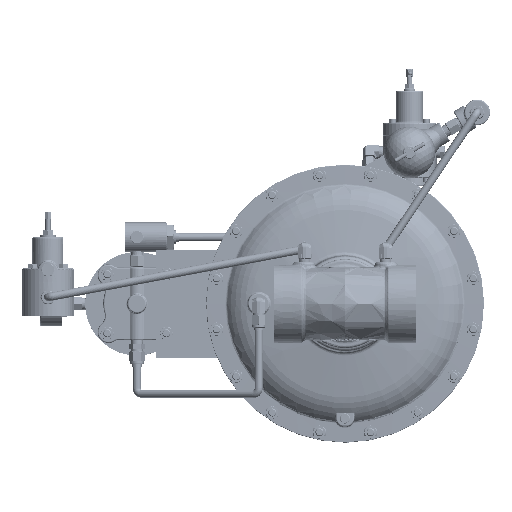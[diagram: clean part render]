
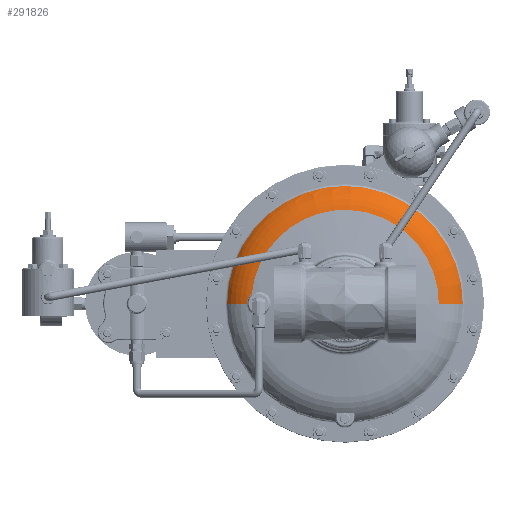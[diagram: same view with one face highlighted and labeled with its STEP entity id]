
A CAD part, front view. The second image highlights one B-rep face of the part: STEP entity #291826.
In plain terms, the highlighted toroidal (fillet/blend) face has major radius 101.696 mm and minor radius 46.038 mm.
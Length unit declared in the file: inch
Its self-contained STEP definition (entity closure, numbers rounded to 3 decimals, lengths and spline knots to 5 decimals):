
#4947 = AXIS2_PLACEMENT_3D ( 'NONE', #280419, #127760, #306009 ) ;
#6955 = CARTESIAN_POINT ( 'NONE',  ( 0., 10.09176, 0. ) ) ;
#11441 = FACE_OUTER_BOUND ( 'NONE', #39947, .T. ) ;
#23167 = CARTESIAN_POINT ( 'NONE',  ( -4.49487, 8.34872, 0.23221 ) ) ;
#39947 = EDGE_LOOP ( 'NONE', ( #321584, #42793, #308273, #63626, #276178 ) ) ;
#40971 = DIRECTION ( 'NONE',  ( 0., 0., 1. ) ) ;
#42793 = ORIENTED_EDGE ( 'NONE', *, *, #305043, .T. ) ;
#48864 = CARTESIAN_POINT ( 'NONE',  ( -4.44321, 8.33615, 0.32666 ) ) ;
#55858 = VERTEX_POINT ( 'NONE', #90931 ) ;
#59523 = VERTEX_POINT ( 'NONE', #218622 ) ;
#63626 = ORIENTED_EDGE ( 'NONE', *, *, #111233, .T. ) ;
#69945 = EDGE_CURVE ( 'NONE', #55858, #59523, #184241, .T. ) ;
#74530 = CARTESIAN_POINT ( 'NONE',  ( -4.38752, 8.32417, 0.39295 ) ) ;
#77111 = VERTEX_POINT ( 'NONE', #298538 ) ;
#77179 = AXIS2_PLACEMENT_3D ( 'NONE', #286224, #133629, #311864 ) ;
#90931 = CARTESIAN_POINT ( 'NONE',  ( -5.45576, 9.00689, 0. ) ) ;
#94096 = CARTESIAN_POINT ( 'NONE',  ( 4.00379, 10.09176, 0. ) ) ;
#99456 = CIRCLE ( 'NONE', #4947, 5.45576 ) ;
#100114 = CARTESIAN_POINT ( 'NONE',  ( -4.34014, 8.31495, 0.43717 ) ) ;
#107127 = VERTEX_POINT ( 'NONE', #167663 ) ;
#111233 = EDGE_CURVE ( 'NONE', #59523, #164637, #125244, .T. ) ;
#119761 = DIRECTION ( 'NONE',  ( -1., 0., 0. ) ) ;
#124653 = CARTESIAN_POINT ( 'NONE',  ( -4.53733, 8.35981, 0.08697 ) ) ;
#125244 = B_SPLINE_CURVE_WITH_KNOTS ( 'NONE', 3,
 ( #251750, #226167, #277319, #124653, #302872, #150388, #328521, #176051, #23167, #201644, #48864, #227265, #74530, #252845, #100114, #278421 ),
 .UNSPECIFIED., .F., .F.,
 ( 4, 2, 2, 2, 2, 2, 2, 4 ),
 ( 0.01321, 0.01486, 0.01651, 0.01816, 0.0198, 0.0231, 0.02475, 0.02639 ),
 .UNSPECIFIED. ) ;
#127007 = AXIS2_PLACEMENT_3D ( 'NONE', #94096, #272423, #119761 ) ;
#127760 = DIRECTION ( 'NONE',  ( 0., -1., 0. ) ) ;
#133629 = DIRECTION ( 'NONE',  ( 0., -1., 0. ) ) ;
#150388 = CARTESIAN_POINT ( 'NONE',  ( -4.5239, 8.35622, 0.15041 ) ) ;
#164637 = VERTEX_POINT ( 'NONE', #300569 ) ;
#167663 = CARTESIAN_POINT ( 'NONE',  ( 4.34629, 8.31191, 0. ) ) ;
#176051 = CARTESIAN_POINT ( 'NONE',  ( -4.50337, 8.35088, 0.212 ) ) ;
#184241 = CIRCLE ( 'NONE', #218910, 1.8125 ) ;
#185472 = DIRECTION ( 'NONE',  ( 0., -1., 0. ) ) ;
#186358 = EDGE_CURVE ( 'NONE', #107127, #164637, #240890, .T. ) ;
#193804 = CARTESIAN_POINT ( 'NONE',  ( -4.00379, 10.09176, 0. ) ) ;
#201644 = CARTESIAN_POINT ( 'NONE',  ( -4.46634, 8.34166, 0.29049 ) ) ;
#202669 = EDGE_CURVE ( 'NONE', #77111, #107127, #311261, .T. ) ;
#211113 = DIRECTION ( 'NONE',  ( -1., 0., 0. ) ) ;
#218622 = CARTESIAN_POINT ( 'NONE',  ( -4.54354, 8.36149, 0. ) ) ;
#218910 = AXIS2_PLACEMENT_3D ( 'NONE', #193804, #40971, #219406 ) ;
#219406 = DIRECTION ( 'NONE',  ( 1., 0., 0. ) ) ;
#226167 = CARTESIAN_POINT ( 'NONE',  ( -4.54354, 8.36149, 0.0217 ) ) ;
#227265 = CARTESIAN_POINT ( 'NONE',  ( -4.40223, 8.32725, 0.3769 ) ) ;
#240890 = CIRCLE ( 'NONE', #77179, 4.34629 ) ;
#251750 = CARTESIAN_POINT ( 'NONE',  ( -4.54354, 8.36149, 0. ) ) ;
#252845 = CARTESIAN_POINT ( 'NONE',  ( -4.35651, 8.31803, 0.42304 ) ) ;
#266729 = TOROIDAL_SURFACE ( 'NONE', #268395, 4.00379, 1.8125 ) ;
#268395 = AXIS2_PLACEMENT_3D ( 'NONE', #6955, #185472, #211113 ) ;
#272423 = DIRECTION ( 'NONE',  ( 0., 0., -1. ) ) ;
#276178 = ORIENTED_EDGE ( 'NONE', *, *, #186358, .F. ) ;
#277319 = CARTESIAN_POINT ( 'NONE',  ( -4.54229, 8.36115, 0.04365 ) ) ;
#278421 = CARTESIAN_POINT ( 'NONE',  ( -4.3229, 8.31191, 0.45036 ) ) ;
#280419 = CARTESIAN_POINT ( 'NONE',  ( 0., 9.00689, 0. ) ) ;
#286224 = CARTESIAN_POINT ( 'NONE',  ( 0., 8.31191, 0. ) ) ;
#291826 = ADVANCED_FACE ( 'NONE', ( #11441 ), #266729, .T. ) ;
#298538 = CARTESIAN_POINT ( 'NONE',  ( 5.45576, 9.00689, 0. ) ) ;
#300569 = CARTESIAN_POINT ( 'NONE',  ( -4.3229, 8.31191, 0.45036 ) ) ;
#302872 = CARTESIAN_POINT ( 'NONE',  ( -4.53364, 8.35881, 0.10832 ) ) ;
#305043 = EDGE_CURVE ( 'NONE', #77111, #55858, #99456, .T. ) ;
#306009 = DIRECTION ( 'NONE',  ( 1., 0., 0. ) ) ;
#308273 = ORIENTED_EDGE ( 'NONE', *, *, #69945, .T. ) ;
#311261 = CIRCLE ( 'NONE', #127007, 1.8125 ) ;
#311864 = DIRECTION ( 'NONE',  ( -1., 0., 0. ) ) ;
#321584 = ORIENTED_EDGE ( 'NONE', *, *, #202669, .F. ) ;
#328521 = CARTESIAN_POINT ( 'NONE',  ( -4.51786, 8.35462, 0.17114 ) ) ;
